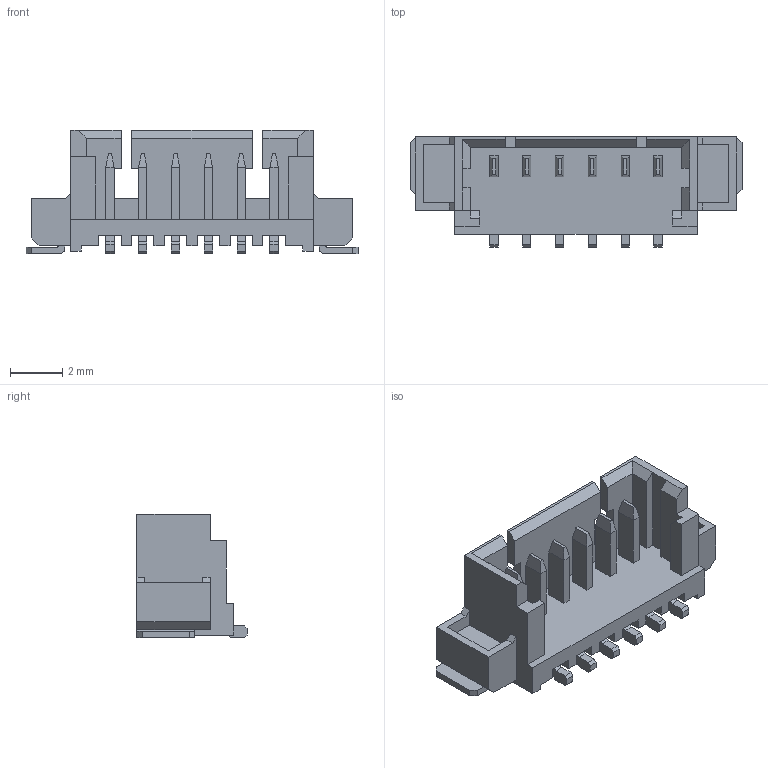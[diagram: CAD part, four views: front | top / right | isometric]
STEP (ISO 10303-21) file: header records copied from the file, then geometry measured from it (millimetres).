
FILE_DESCRIPTION(('STEP AP214'),'1');
FILE_NAME('53398-0671.stp','2017-04-25T14:51:11',('TraceParts'),('TraceParts S.A.'),'Spatial InterOp 3D',' ',' ');
FILE_SCHEMA(('automotive_design'));
Length unit declared in the file: millimetre
Products named in the file (2): 53398-0671_1; 1
Bounding box: 12.65 x 4.2 x 4.7 mm (x, y, z)
Volume: 68.6 mm3; surface area: 327.5 mm2
Topology: 1 solids, 1 shells, 312 faces, 858 edges, 606 vertices
Faces by surface type: plane 304, cylinder 8
Entity records: 9655 total; most frequent: CARTESIAN_POINT 1712, ORIENTED_EDGE 1638, DIRECTION 1496, LINE 840, VECTOR 840, EDGE_CURVE 819, VERTEX_POINT 528, EDGE_LOOP 331
